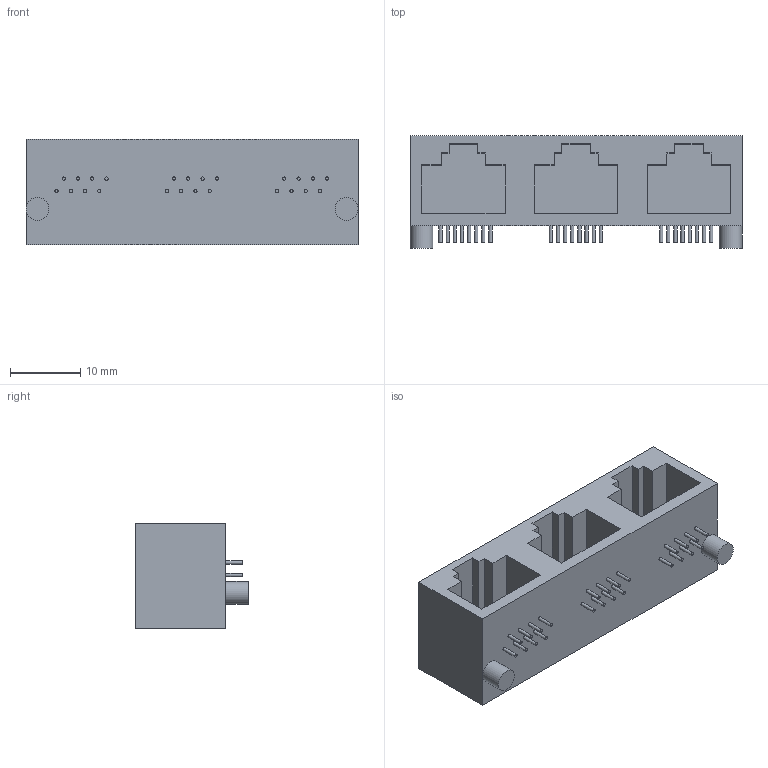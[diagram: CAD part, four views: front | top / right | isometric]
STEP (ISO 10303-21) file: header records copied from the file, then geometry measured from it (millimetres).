
FILE_DESCRIPTION(('FreeCAD Model'),'2;1');
FILE_NAME('Open CASCADE Shape Model','2023-04-10T16:22:24',(''),(''), 'Open CASCADE STEP processor 7.6','FreeCAD','Unknown');
FILE_SCHEMA(('AUTOMOTIVE_DESIGN { 1 0 10303 214 1 1 1 1 }'));
Length unit declared in the file: millimetre
Products named in the file (1): LinearPattern
Bounding box: 47.4 x 16.05 x 15.1 mm (x, y, z)
Volume: 5432.1 mm3; surface area: 4886.7 mm2
Topology: 1 solids, 1 shells, 97 faces, 201 edges, 133 vertices
Faces by surface type: plane 71, cylinder 26
Full cylindrical faces by diameter (mm): 0.46 x24, 3.25 x2
Entity records: 5362 total; most frequent: CARTESIAN_POINT 1152, DIRECTION 799, LINE 497, VECTOR 497, ORIENTED_EDGE 402, PCURVE 402, DEFINITIONAL_REPRESENTATION 402, EDGE_CURVE 201
